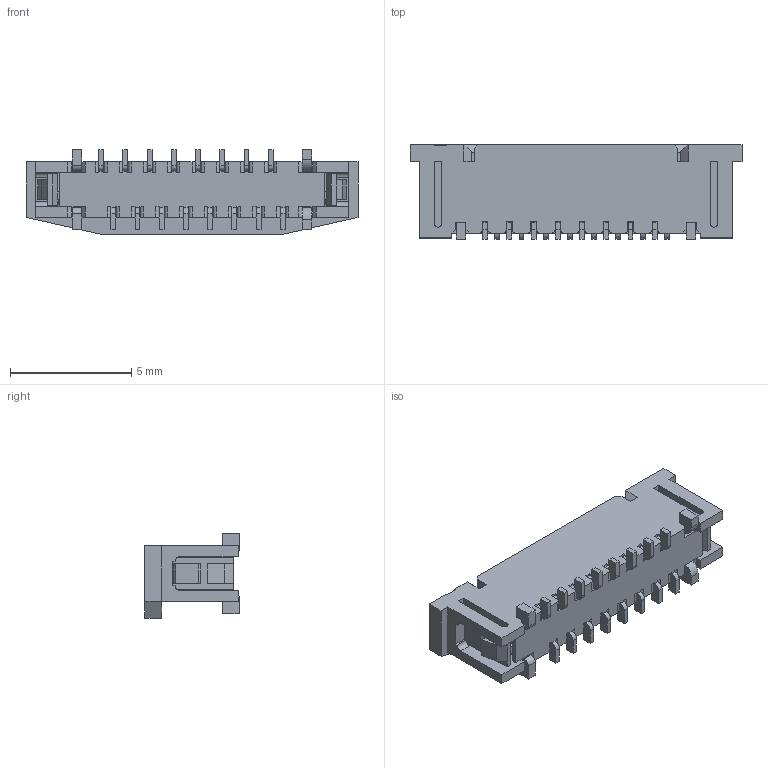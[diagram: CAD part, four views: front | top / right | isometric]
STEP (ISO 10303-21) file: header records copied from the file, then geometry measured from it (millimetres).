
FILE_DESCRIPTION((''),'2;1');
FILE_NAME('525591652','2019-03-19T',('gga'),(''),'PRO/ENGINEER BY PARAMETRIC TECHNOLOGY CORPORATION, 2016010','PRO/ENGINEER BY PARAMETRIC TECHNOLOGY CORPORATION, 2016010','');
FILE_SCHEMA(('CONFIG_CONTROL_DESIGN'));
Length unit declared in the file: millimetre
Products named in the file (1): 525591652
Bounding box: 13.7 x 3.9 x 3.5 mm (x, y, z)
Volume: 102 mm3; surface area: 361.1 mm2
Topology: 1 solids, 1 shells, 649 faces, 2077 edges, 1388 vertices
Faces by surface type: plane 555, cylinder 94
Entity records: 22546 total; most frequent: CARTESIAN_POINT 4035, ORIENTED_EDGE 3994, DIRECTION 3569, EDGE_CURVE 1997, VECTOR 1885, LINE 1885, VERTEX_POINT 1308, AXIS2_PLACEMENT_3D 842
